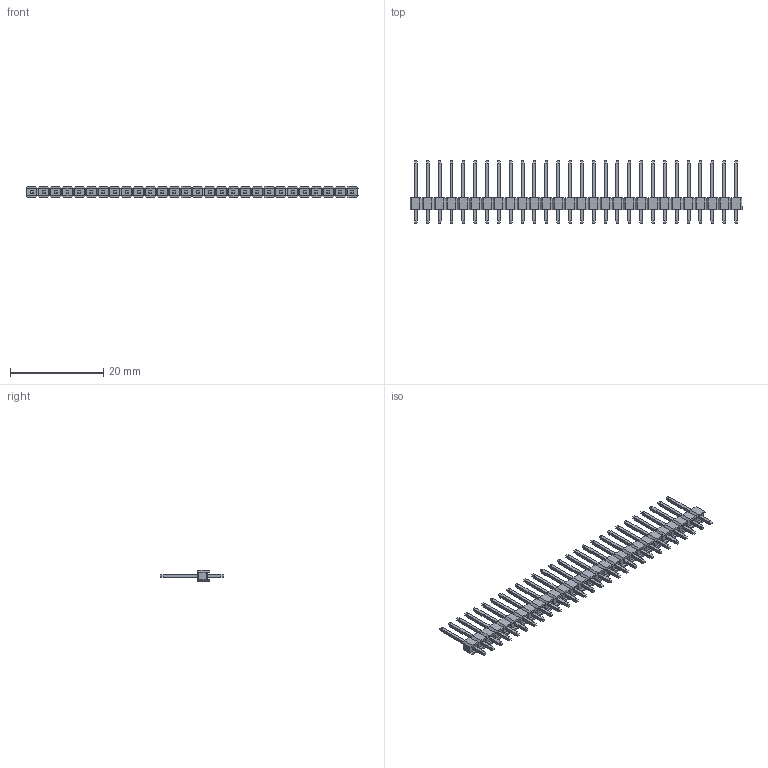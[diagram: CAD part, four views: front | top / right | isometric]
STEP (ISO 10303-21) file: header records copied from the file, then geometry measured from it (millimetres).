
FILE_DESCRIPTION (( 'STEP AP214' ), '1' );
FILE_NAME ('1x28 Male Pin Header.STEP', '2021-11-12T15:29:22', ( 'M.B.I.' ), ( '' ), 'SwSTEP 2.0', '', '' );
FILE_SCHEMA (( 'AUTOMOTIVE_DESIGN' ));
Length unit declared in the file: millimetre
Products named in the file (1): 1x28 Male Pin Header
Bounding box: 71.12 x 13.54 x 2.5 mm (x, y, z)
Volume: 488.3 mm3; surface area: 1935.9 mm2
Topology: 29 solids, 29 shells, 1072 faces, 2758 edges, 1744 vertices
Faces by surface type: plane 1072
Entity records: 31888 total; most frequent: CARTESIAN_POINT 5575, ORIENTED_EDGE 5516, DIRECTION 4904, VECTOR 2758, LINE 2758, EDGE_CURVE 2758, VERTEX_POINT 1744, EDGE_LOOP 1128
